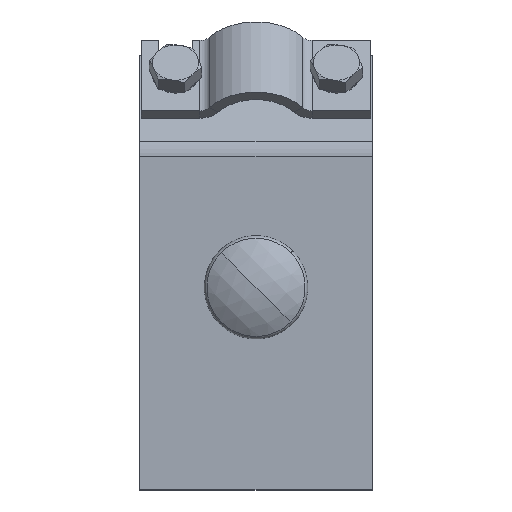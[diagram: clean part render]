
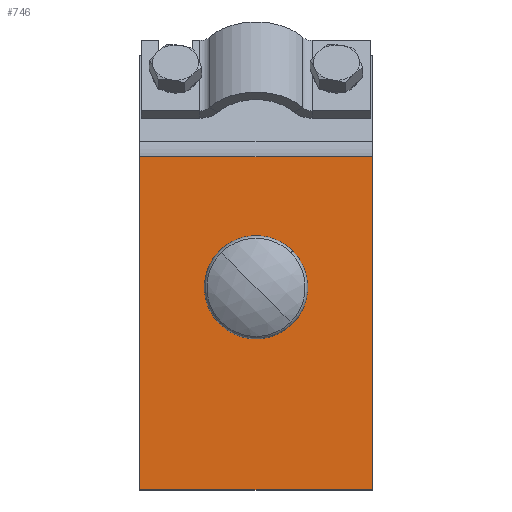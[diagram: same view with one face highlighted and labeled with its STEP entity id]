
A CAD part, top view. The second image highlights one B-rep face of the part: STEP entity #746.
In plain terms, the highlighted planar face has unit normal (0, 0, 1).
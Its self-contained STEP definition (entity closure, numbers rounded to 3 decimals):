
#21 = EDGE_CURVE ( 'NONE', #5606, #5765, #5161, .T. ) ;
#199 = CARTESIAN_POINT ( 'NONE',  ( -20.25, 27.08, 0. ) ) ;
#255 = LINE ( 'NONE', #4197, #5991 ) ;
#306 = LINE ( 'NONE', #365, #6372 ) ;
#365 = CARTESIAN_POINT ( 'NONE',  ( -4.25, 8.58, 0. ) ) ;
#377 = ORIENTED_EDGE ( 'NONE', *, *, #2722, .F. ) ;
#404 = EDGE_CURVE ( 'NONE', #5140, #5606, #928, .T. ) ;
#437 = ORIENTED_EDGE ( 'NONE', *, *, #575, .F. ) ;
#575 = EDGE_CURVE ( 'NONE', #4948, #895, #306, .T. ) ;
#641 = CARTESIAN_POINT ( 'NONE',  ( -20.25, -30.92, 0. ) ) ;
#737 = FACE_OUTER_BOUND ( 'NONE', #4520, .T. ) ;
#746 = ADVANCED_FACE ( 'NONE', ( #6205, #737 ), #3719, .F. ) ;
#760 = CARTESIAN_POINT ( 'NONE',  ( 20.25, -30.92, 0. ) ) ;
#769 = CARTESIAN_POINT ( 'NONE',  ( 0., 0., 0. ) ) ;
#895 = VERTEX_POINT ( 'NONE', #5826 ) ;
#928 = LINE ( 'NONE', #2905, #5737 ) ;
#934 = DIRECTION ( 'NONE',  ( 0., -1., 0. ) ) ;
#1215 = LINE ( 'NONE', #3200, #2755 ) ;
#1467 = VECTOR ( 'NONE', #4634, 1000. ) ;
#1506 = VERTEX_POINT ( 'NONE', #4400 ) ;
#1625 = ORIENTED_EDGE ( 'NONE', *, *, #5800, .T. ) ;
#1782 = CARTESIAN_POINT ( 'NONE',  ( 4.25, 0.08, 0. ) ) ;
#1812 = ORIENTED_EDGE ( 'NONE', *, *, #3965, .F. ) ;
#2103 = CARTESIAN_POINT ( 'NONE',  ( 4.25, 8.58, 0. ) ) ;
#2154 = DIRECTION ( 'NONE',  ( 0., 0., -1. ) ) ;
#2322 = EDGE_CURVE ( 'NONE', #5765, #1506, #1215, .T. ) ;
#2504 = VERTEX_POINT ( 'NONE', #4210 ) ;
#2627 = DIRECTION ( 'NONE',  ( -1., 0., 0. ) ) ;
#2640 = EDGE_CURVE ( 'NONE', #3079, #2504, #3700, .T. ) ;
#2722 = EDGE_CURVE ( 'NONE', #2504, #4948, #255, .T. ) ;
#2741 = DIRECTION ( 'NONE',  ( -1., 0., 0. ) ) ;
#2755 = VECTOR ( 'NONE', #3714, 1000. ) ;
#2905 = CARTESIAN_POINT ( 'NONE',  ( 20.25, 27.08, 0. ) ) ;
#2944 = CARTESIAN_POINT ( 'NONE',  ( -4.25, 8.58, 0. ) ) ;
#2982 = VECTOR ( 'NONE', #6088, 1000. ) ;
#3037 = ORIENTED_EDGE ( 'NONE', *, *, #2322, .T. ) ;
#3079 = VERTEX_POINT ( 'NONE', #1782 ) ;
#3101 = CARTESIAN_POINT ( 'NONE',  ( 20.25, 27.08, 0. ) ) ;
#3136 = DIRECTION ( 'NONE',  ( -1., 0., 0. ) ) ;
#3178 = ORIENTED_EDGE ( 'NONE', *, *, #21, .T. ) ;
#3200 = CARTESIAN_POINT ( 'NONE',  ( -20.25, -30.92, 0. ) ) ;
#3700 = LINE ( 'NONE', #2103, #2982 ) ;
#3714 = DIRECTION ( 'NONE',  ( 1., 0., 0. ) ) ;
#3719 = PLANE ( 'NONE',  #5121 ) ;
#3781 = CARTESIAN_POINT ( 'NONE',  ( -4.25, 0.08, 0. ) ) ;
#3965 = EDGE_CURVE ( 'NONE', #895, #3079, #4272, .T. ) ;
#4197 = CARTESIAN_POINT ( 'NONE',  ( -4.25, 8.58, 0. ) ) ;
#4210 = CARTESIAN_POINT ( 'NONE',  ( 4.25, 8.58, 0. ) ) ;
#4272 = LINE ( 'NONE', #3781, #6323 ) ;
#4400 = CARTESIAN_POINT ( 'NONE',  ( 20.25, -30.92, 0. ) ) ;
#4432 = ORIENTED_EDGE ( 'NONE', *, *, #2640, .F. ) ;
#4520 = EDGE_LOOP ( 'NONE', ( #6065, #3178, #3037, #1625 ) ) ;
#4634 = DIRECTION ( 'NONE',  ( 0., -1., 0. ) ) ;
#4720 = LINE ( 'NONE', #760, #4870 ) ;
#4748 = CARTESIAN_POINT ( 'NONE',  ( -20.25, -30.92, 0. ) ) ;
#4870 = VECTOR ( 'NONE', #5366, 1000. ) ;
#4948 = VERTEX_POINT ( 'NONE', #2944 ) ;
#5121 = AXIS2_PLACEMENT_3D ( 'NONE', #769, #2154, #2741 ) ;
#5140 = VERTEX_POINT ( 'NONE', #3101 ) ;
#5161 = LINE ( 'NONE', #641, #1467 ) ;
#5366 = DIRECTION ( 'NONE',  ( 0., 1., 0. ) ) ;
#5606 = VERTEX_POINT ( 'NONE', #199 ) ;
#5737 = VECTOR ( 'NONE', #3136, 1000. ) ;
#5758 = DIRECTION ( 'NONE',  ( 1., 0., 0. ) ) ;
#5765 = VERTEX_POINT ( 'NONE', #4748 ) ;
#5785 = EDGE_LOOP ( 'NONE', ( #377, #4432, #1812, #437 ) ) ;
#5800 = EDGE_CURVE ( 'NONE', #1506, #5140, #4720, .T. ) ;
#5826 = CARTESIAN_POINT ( 'NONE',  ( -4.25, 0.08, 0. ) ) ;
#5991 = VECTOR ( 'NONE', #2627, 1000. ) ;
#6065 = ORIENTED_EDGE ( 'NONE', *, *, #404, .T. ) ;
#6088 = DIRECTION ( 'NONE',  ( 0., 1., 0. ) ) ;
#6205 = FACE_BOUND ( 'NONE', #5785, .T. ) ;
#6323 = VECTOR ( 'NONE', #5758, 1000. ) ;
#6372 = VECTOR ( 'NONE', #934, 1000. ) ;
